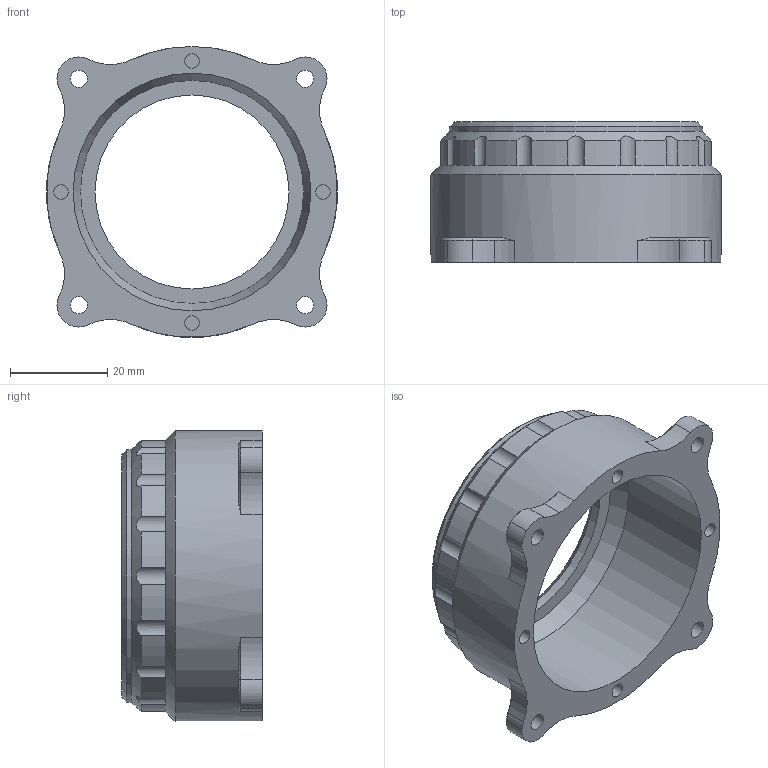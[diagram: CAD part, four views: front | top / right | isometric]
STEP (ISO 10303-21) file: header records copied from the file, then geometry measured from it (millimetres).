
FILE_DESCRIPTION(('HOOPS Exchange Step'),'2;1');
FILE_NAME('temp_export','2024-01-25T21:58:58+09:00',('mobile'),('Shapr3D Limited'),'HOOPS Exchange 2023.2','Shapr3D','Authorized');
FILE_SCHEMA( ('AUTOMOTIVE_DESIGN { 1 0 10303 214 1 1 1 1 }') );
Length unit declared in the file: millimetre
Products named in the file (1): Rear
Bounding box: 60 x 29 x 60 mm (x, y, z)
Volume: 26223.7 mm3; surface area: 12983.8 mm2
Topology: 1 solids, 1 shells, 115 faces, 297 edges, 189 vertices
Faces by surface type: cylinder 67, plane 27, cone 21
Full cylindrical faces by diameter (mm): 3 x4, 3.5 x4, 40 x1, 49 x1, 52 x1, 60 x1
Entity records: 4404 total; most frequent: CARTESIAN_POINT 1445, DIRECTION 680, ORIENTED_EDGE 594, EDGE_CURVE 297, AXIS2_PLACEMENT_3D 296, VERTEX_POINT 189, CIRCLE 180, EDGE_LOOP 130
